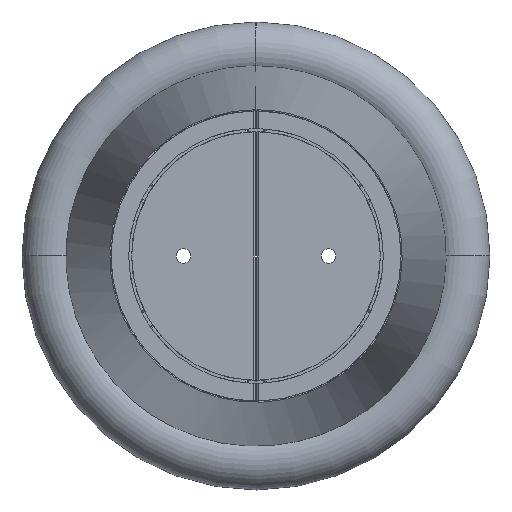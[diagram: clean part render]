
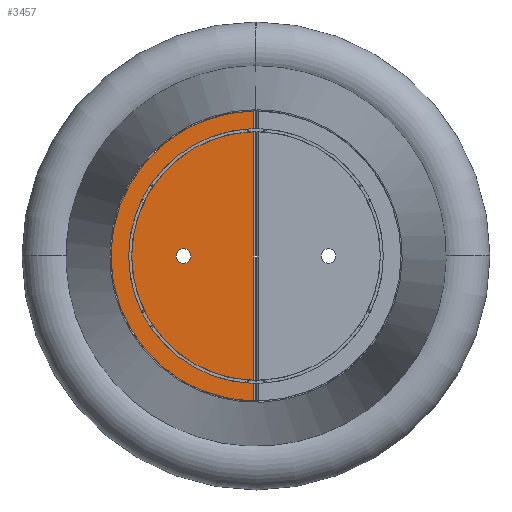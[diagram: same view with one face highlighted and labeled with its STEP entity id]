
A CAD part, front view. The second image highlights one B-rep face of the part: STEP entity #3457.
In plain terms, the highlighted planar face has unit normal (0, -1, 0).
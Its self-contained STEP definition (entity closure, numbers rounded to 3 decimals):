
#152 = VECTOR ( 'NONE', #701, 1000. ) ;
#205 = DIRECTION ( 'NONE',  ( 0., 1., 0. ) ) ;
#279 = FACE_OUTER_BOUND ( 'NONE', #4134, .T. ) ;
#316 = AXIS2_PLACEMENT_3D ( 'NONE', #2772, #3162, #3874 ) ;
#352 = DIRECTION ( 'NONE',  ( 0., 0., 1. ) ) ;
#675 = DIRECTION ( 'NONE',  ( 0., 1., 0. ) ) ;
#701 = DIRECTION ( 'NONE',  ( 0., 0., 1. ) ) ;
#727 = AXIS2_PLACEMENT_3D ( 'NONE', #4175, #4218, #2645 ) ;
#877 = VERTEX_POINT ( 'NONE', #4445 ) ;
#1015 = EDGE_CURVE ( 'NONE', #2564, #877, #3459, .T. ) ;
#1066 = CARTESIAN_POINT ( 'NONE',  ( -5., -2., 247.95 ) ) ;
#1534 = CARTESIAN_POINT ( 'NONE',  ( -5., -2., -247.95 ) ) ;
#1748 = EDGE_CURVE ( 'NONE', #2155, #2133, #2441, .T. ) ;
#1811 = CARTESIAN_POINT ( 'NONE',  ( 0., -2., 0. ) ) ;
#2133 = VERTEX_POINT ( 'NONE', #1066 ) ;
#2155 = VERTEX_POINT ( 'NONE', #1534 ) ;
#2247 = CARTESIAN_POINT ( 'NONE',  ( -124., -2., -12.5 ) ) ;
#2289 = DIRECTION ( 'NONE',  ( 0., 0., 1. ) ) ;
#2441 = CIRCLE ( 'NONE', #316, 248. ) ;
#2564 = VERTEX_POINT ( 'NONE', #2247 ) ;
#2645 = DIRECTION ( 'NONE',  ( 0., 0., 1. ) ) ;
#2691 = EDGE_LOOP ( 'NONE', ( #4404, #2924 ) ) ;
#2772 = CARTESIAN_POINT ( 'NONE',  ( 0., -2., 0. ) ) ;
#2924 = ORIENTED_EDGE ( 'NONE', *, *, #1015, .T. ) ;
#3081 = AXIS2_PLACEMENT_3D ( 'NONE', #1811, #675, #352 ) ;
#3147 = AXIS2_PLACEMENT_3D ( 'NONE', #3585, #205, #2289 ) ;
#3162 = DIRECTION ( 'NONE',  ( 0., 1., 0. ) ) ;
#3457 = ADVANCED_FACE ( 'NONE', ( #3729, #279 ), #4027, .F. ) ;
#3459 = CIRCLE ( 'NONE', #3147, 12.5 ) ;
#3585 = CARTESIAN_POINT ( 'NONE',  ( -124., -2., 0. ) ) ;
#3608 = ORIENTED_EDGE ( 'NONE', *, *, #4349, .T. ) ;
#3678 = CARTESIAN_POINT ( 'NONE',  ( -5., -2., -248. ) ) ;
#3722 = EDGE_CURVE ( 'NONE', #877, #2564, #4347, .T. ) ;
#3729 = FACE_BOUND ( 'NONE', #2691, .T. ) ;
#3874 = DIRECTION ( 'NONE',  ( 0., 0., 1. ) ) ;
#4027 = PLANE ( 'NONE',  #3081 ) ;
#4052 = LINE ( 'NONE', #3678, #152 ) ;
#4134 = EDGE_LOOP ( 'NONE', ( #3608, #4401 ) ) ;
#4175 = CARTESIAN_POINT ( 'NONE',  ( -124., -2., 0. ) ) ;
#4218 = DIRECTION ( 'NONE',  ( 0., 1., 0. ) ) ;
#4347 = CIRCLE ( 'NONE', #727, 12.5 ) ;
#4349 = EDGE_CURVE ( 'NONE', #2155, #2133, #4052, .T. ) ;
#4401 = ORIENTED_EDGE ( 'NONE', *, *, #1748, .F. ) ;
#4404 = ORIENTED_EDGE ( 'NONE', *, *, #3722, .T. ) ;
#4445 = CARTESIAN_POINT ( 'NONE',  ( -124., -2., 12.5 ) ) ;
